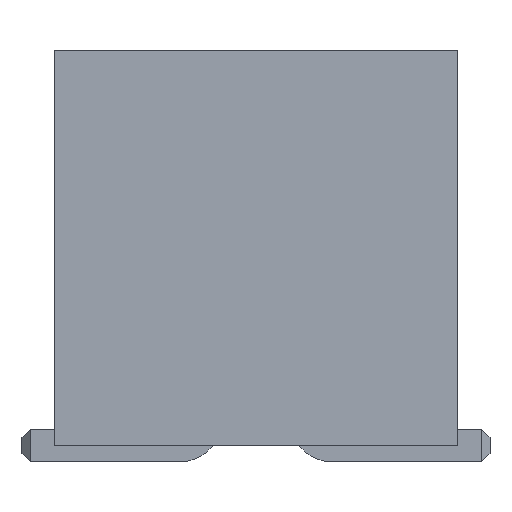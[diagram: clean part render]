
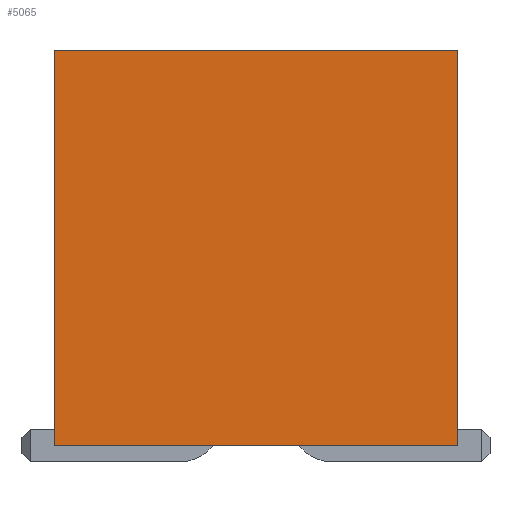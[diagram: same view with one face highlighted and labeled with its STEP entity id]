
A CAD part, front view. The second image highlights one B-rep face of the part: STEP entity #5065.
In plain terms, the highlighted planar face has unit normal (0, -1, 0).
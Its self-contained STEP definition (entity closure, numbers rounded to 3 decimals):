
#455=FACE_OUTER_BOUND('',#762,.T.);
#762=EDGE_LOOP('',(#4464,#4465,#4466,#4467));
#1361=LINE('',#8200,#1984);
#1382=LINE('',#8243,#2005);
#1383=LINE('',#8244,#2006);
#1384=LINE('',#8245,#2007);
#1984=VECTOR('',#6788,10.);
#2005=VECTOR('',#6827,10.);
#2006=VECTOR('',#6828,10.);
#2007=VECTOR('',#6829,10.);
#2410=VERTEX_POINT('',#8197);
#2411=VERTEX_POINT('',#8199);
#2423=VERTEX_POINT('',#8241);
#2424=VERTEX_POINT('',#8242);
#3085=EDGE_CURVE('',#2410,#2411,#1361,.T.);
#3106=EDGE_CURVE('',#2423,#2424,#1382,.T.);
#3107=EDGE_CURVE('',#2424,#2411,#1383,.T.);
#3108=EDGE_CURVE('',#2423,#2410,#1384,.T.);
#4464=ORIENTED_EDGE('',*,*,#3106,.T.);
#4465=ORIENTED_EDGE('',*,*,#3107,.T.);
#4466=ORIENTED_EDGE('',*,*,#3085,.F.);
#4467=ORIENTED_EDGE('',*,*,#3108,.F.);
#4758=PLANE('',#5467);
#5065=ADVANCED_FACE('',(#455),#4758,.T.);
#5467=AXIS2_PLACEMENT_3D('',#8240,#6825,#6826);
#6788=DIRECTION('',(1.,0.,0.));
#6825=DIRECTION('center_axis',(0.,-1.,0.));
#6826=DIRECTION('ref_axis',(1.,0.,0.));
#6827=DIRECTION('',(1.,0.,0.));
#6828=DIRECTION('',(0.,0.,1.));
#6829=DIRECTION('',(0.,0.,1.));
#8197=CARTESIAN_POINT('',(-2.5,-8.18,4.9));
#8199=CARTESIAN_POINT('',(2.5,-8.18,4.9));
#8200=CARTESIAN_POINT('',(-2.5,-8.18,4.9));
#8240=CARTESIAN_POINT('Origin',(-2.5,-8.18,0.));
#8241=CARTESIAN_POINT('',(-2.5,-8.18,0.));
#8242=CARTESIAN_POINT('',(2.5,-8.18,0.));
#8243=CARTESIAN_POINT('',(-2.5,-8.18,0.));
#8244=CARTESIAN_POINT('',(2.5,-8.18,0.));
#8245=CARTESIAN_POINT('',(-2.5,-8.18,0.));
